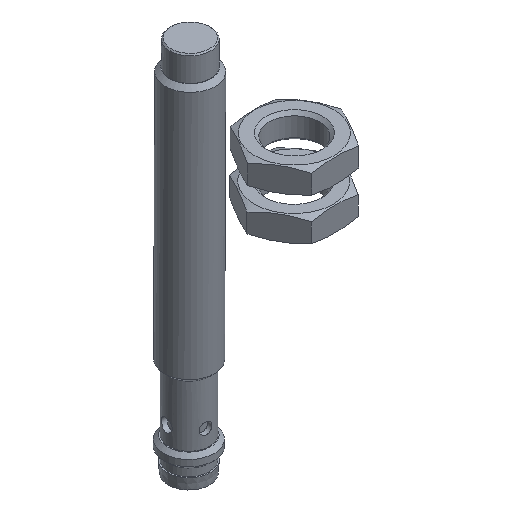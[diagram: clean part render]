
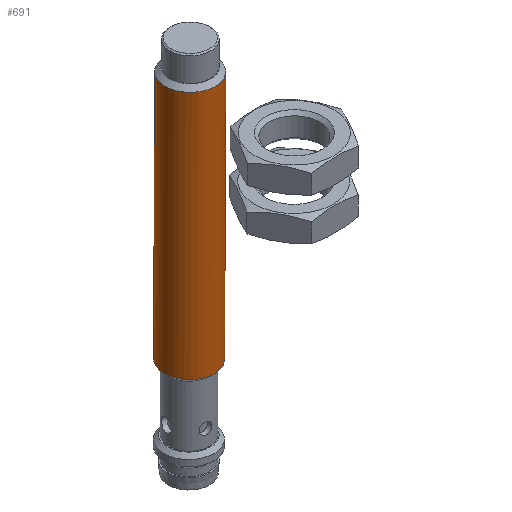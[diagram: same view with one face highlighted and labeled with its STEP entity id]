
A CAD part, isometric view. The second image highlights one B-rep face of the part: STEP entity #691.
In plain terms, the highlighted cylindrical face has radius 4 mm (diameter 8 mm), a full revolution.
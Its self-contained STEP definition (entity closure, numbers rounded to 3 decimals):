
#70=CYLINDRICAL_SURFACE($,#779,4.);
#116=FACE_BOUND($,#290,.T.);
#150=CIRCLE($,#776,4.);
#152=CIRCLE($,#780,4.);
#200=FACE_OUTER_BOUND($,#289,.T.);
#289=EDGE_LOOP($,(#575));
#290=EDGE_LOOP($,(#576));
#390=VERTEX_POINT($,#1407);
#392=VERTEX_POINT($,#1413);
#456=EDGE_CURVE($,#390,#390,#150,.T.);
#458=EDGE_CURVE($,#392,#392,#152,.T.);
#575=ORIENTED_EDGE($,*,*,#456,.F.);
#576=ORIENTED_EDGE($,*,*,#458,.F.);
#691=ADVANCED_FACE($,(#200,#116),#70,.T.);
#776=AXIS2_PLACEMENT_3D($,#1408,#950,#951);
#779=AXIS2_PLACEMENT_3D($,#1412,#956,#957);
#780=AXIS2_PLACEMENT_3D($,#1414,#958,#959);
#950=DIRECTION('center_axis',(-1.,0.,0.));
#951=DIRECTION('ref_axis',(0.,-0.27,-0.963));
#956=DIRECTION('center_axis',(-1.,0.,0.));
#957=DIRECTION('ref_axis',(0.,-0.27,-0.963));
#958=DIRECTION('center_axis',(1.,0.,0.));
#959=DIRECTION('ref_axis',(0.,-0.27,-0.963));
#1407=CARTESIAN_POINT('',(-41.9,1.079,3.852));
#1408=CARTESIAN_POINT('Origin',(-41.9,0.,0.));
#1412=CARTESIAN_POINT('Origin',(-1.6,0.,0.));
#1413=CARTESIAN_POINT('',(-2.3,1.079,3.852));
#1414=CARTESIAN_POINT('Origin',(-2.3,0.,0.));
